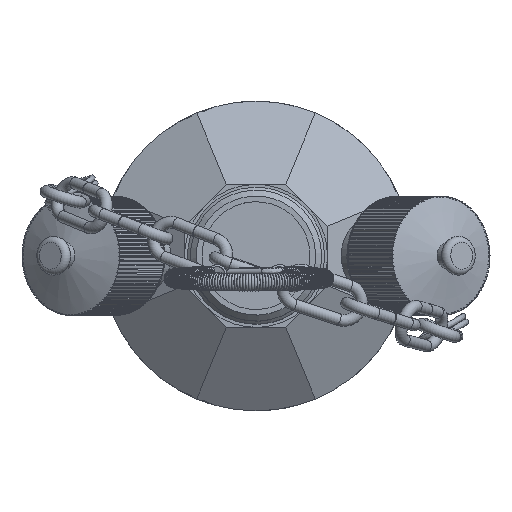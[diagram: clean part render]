
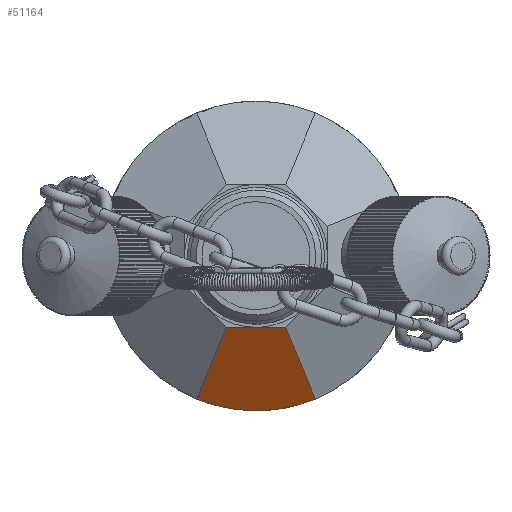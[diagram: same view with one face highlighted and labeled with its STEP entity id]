
A CAD part, top view. The second image highlights one B-rep face of the part: STEP entity #51164.
In plain terms, the highlighted planar face has unit normal (0, -0.574, 0.819).
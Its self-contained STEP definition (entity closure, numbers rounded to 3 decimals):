
#50967=CARTESIAN_POINT('',(-4.992,-12.052,35.0));
#50968=VERTEX_POINT('',#50967);
#50975=CARTESIAN_POINT('',(4.992,-12.052,35.0));
#50976=VERTEX_POINT('',#50975);
#50977=CARTESIAN_POINT('',(-4.992,-12.052,35.0));
#50978=DIRECTION('',(1.0,0.0,0.0));
#50979=VECTOR('',#50978,9.985);
#50980=LINE('',#50977,#50979);
#50981=EDGE_CURVE('',#50968,#50976,#50980,.T.);
#51120=CARTESIAN_POINT('',(-9.95,-24.021,26.62));
#51121=VERTEX_POINT('',#51120);
#51122=CARTESIAN_POINT('',(-4.992,-12.052,35.0));
#51123=DIRECTION('',(-0.321,-0.776,-0.543));
#51124=VECTOR('',#51123,15.429);
#51125=LINE('',#51122,#51124);
#51126=EDGE_CURVE('',#50968,#51121,#51125,.T.);
#51140=CARTESIAN_POINT('',(26.001,13.482,52.88));
#51141=DIRECTION('',(0.0,0.574,-0.819));
#51142=DIRECTION('',(-1.0,0.0,0.0));
#51143=AXIS2_PLACEMENT_3D('',#51140,#51141,#51142);
#51144=PLANE('',#51143);
#51145=ORIENTED_EDGE('',*,*,#51126,.T.);
#51146=CARTESIAN_POINT('',(9.95,-24.021,26.62));
#51147=VERTEX_POINT('',#51146);
#51148=CARTESIAN_POINT('',(0.0,0.0,43.439));
#51149=DIRECTION('',(0.0,0.574,-0.819));
#51150=DIRECTION('',(0.0,-0.819,-0.574));
#51151=AXIS2_PLACEMENT_3D('',#51148,#51149,#51150);
#51152=ELLIPSE('',#51151,31.74,26.);
#51153=EDGE_CURVE('',#51147,#51121,#51152,.T.);
#51154=ORIENTED_EDGE('',*,*,#51153,.F.);
#51155=CARTESIAN_POINT('',(9.95,-24.021,26.62));
#51156=DIRECTION('',(-0.321,0.776,0.543));
#51157=VECTOR('',#51156,15.429);
#51158=LINE('',#51155,#51157);
#51159=EDGE_CURVE('',#51147,#50976,#51158,.T.);
#51160=ORIENTED_EDGE('',*,*,#51159,.T.);
#51161=ORIENTED_EDGE('',*,*,#50981,.F.);
#51162=EDGE_LOOP('',(#51145,#51154,#51160,#51161));
#51163=FACE_OUTER_BOUND('',#51162,.T.);
#51164=ADVANCED_FACE('',(#51163),#51144,.F.);
